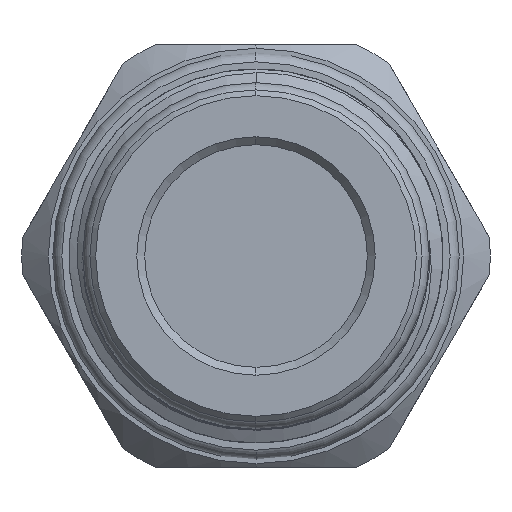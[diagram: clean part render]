
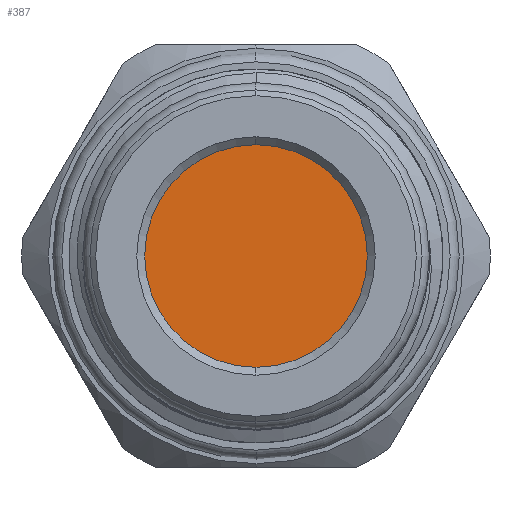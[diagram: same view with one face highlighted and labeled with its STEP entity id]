
A CAD part, left-side view. The second image highlights one B-rep face of the part: STEP entity #387.
In plain terms, the highlighted planar face has unit normal (-1, 0, 0).
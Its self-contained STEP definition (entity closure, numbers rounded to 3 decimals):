
#312 = AXIS2_PLACEMENT_3D ( 'NONE', #577, #8197, #3919 ) ;
#387 = ADVANCED_FACE ( 'NONE', ( #5831 ), #1932, .F. ) ;
#457 = CARTESIAN_POINT ( 'NONE',  ( -16.943, 0., 0. ) ) ;
#577 = CARTESIAN_POINT ( 'NONE',  ( -16.943, 0., 0. ) ) ;
#638 = CARTESIAN_POINT ( 'NONE',  ( -16.943, 0., -8.099 ) ) ;
#695 = CARTESIAN_POINT ( 'NONE',  ( -16.943, 0., -5.848 ) ) ;
#697 = CARTESIAN_POINT ( 'NONE',  ( -16.943, 0., 5.848 ) ) ;
#915 = EDGE_CURVE ( 'NONE', #1975, #3397, #1473, .T. ) ;
#1207 = DIRECTION ( 'NONE',  ( 0., 0., -1. ) ) ;
#1302 = EDGE_CURVE ( 'NONE', #3397, #1975, #1873, .T. ) ;
#1473 = CIRCLE ( 'NONE', #312, 5.848 ) ;
#1873 = CIRCLE ( 'NONE', #7732, 5.848 ) ;
#1932 = PLANE ( 'NONE',  #3941 ) ;
#1975 = VERTEX_POINT ( 'NONE', #695 ) ;
#2528 = ORIENTED_EDGE ( 'NONE', *, *, #915, .T. ) ;
#3397 = VERTEX_POINT ( 'NONE', #697 ) ;
#3919 = DIRECTION ( 'NONE',  ( 0., 0., -1. ) ) ;
#3941 = AXIS2_PLACEMENT_3D ( 'NONE', #638, #8868, #1207 ) ;
#5831 = FACE_OUTER_BOUND ( 'NONE', #6638, .T. ) ;
#6638 = EDGE_LOOP ( 'NONE', ( #7548, #2528 ) ) ;
#7340 = DIRECTION ( 'NONE',  ( -1., 0., 0. ) ) ;
#7405 = DIRECTION ( 'NONE',  ( 0., 0., -1. ) ) ;
#7548 = ORIENTED_EDGE ( 'NONE', *, *, #1302, .T. ) ;
#7732 = AXIS2_PLACEMENT_3D ( 'NONE', #457, #7340, #7405 ) ;
#8197 = DIRECTION ( 'NONE',  ( -1., 0., 0. ) ) ;
#8868 = DIRECTION ( 'NONE',  ( 1., 0., 0. ) ) ;
